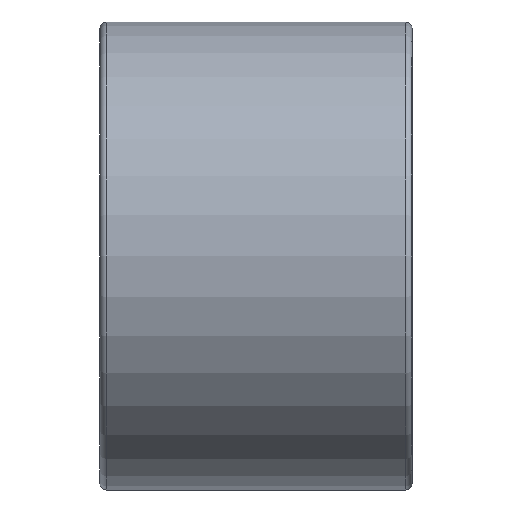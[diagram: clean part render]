
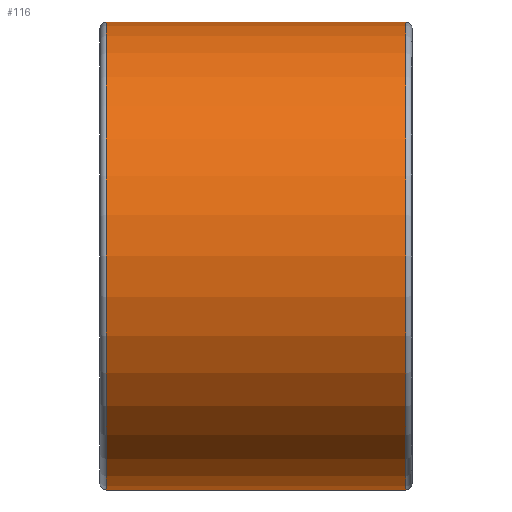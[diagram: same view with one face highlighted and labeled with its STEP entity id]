
A CAD part, left-side view. The second image highlights one B-rep face of the part: STEP entity #116.
In plain terms, the highlighted cylindrical face has radius 6 mm (diameter 12 mm), a partial arc.
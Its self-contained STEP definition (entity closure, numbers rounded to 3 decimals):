
#116=ADVANCED_FACE('',(#155),#157,.T.);
#155=FACE_BOUND('',#156,.T.);
#156=EDGE_LOOP('',(#241,#242,#243,#244));
#157=CYLINDRICAL_SURFACE('',#158,6.);
#158=AXIS2_PLACEMENT_3D('',#159,#160,#161);
#159=CARTESIAN_POINT('',(-10.,-24.,0.));
#160=DIRECTION('',(0.,-1.,0.));
#161=DIRECTION('',(-1.,0.,0.));
#241=ORIENTED_EDGE('',*,*,#297,.T.);
#242=ORIENTED_EDGE('',*,*,#284,.F.);
#243=ORIENTED_EDGE('',*,*,#298,.T.);
#244=ORIENTED_EDGE('',*,*,#286,.T.);
#284=EDGE_CURVE('',#314,#310,#316,.T.);
#286=EDGE_CURVE('',#320,#317,#321,.T.);
#297=EDGE_CURVE('',#317,#310,#341,.F.);
#298=EDGE_CURVE('',#314,#320,#342,.T.);
#310=VERTEX_POINT('',#354);
#314=VERTEX_POINT('',#362);
#316=LINE('',#366,#367);
#317=VERTEX_POINT('',#369);
#320=VERTEX_POINT('',#374);
#321=LINE('',#375,#376);
#341=CIRCLE('',#421,6.);
#342=CIRCLE('',#425,6.);
#354=CARTESIAN_POINT('',(-10.,7.84,-6.));
#362=CARTESIAN_POINT('',(-10.,0.16,-6.));
#366=CARTESIAN_POINT('',(-10.,0.16,-6.));
#367=VECTOR('',#368,1.);
#368=DIRECTION('',(0.,1.,0.));
#369=CARTESIAN_POINT('',(-10.,7.84,6.));
#374=CARTESIAN_POINT('',(-10.,0.16,6.));
#375=CARTESIAN_POINT('',(-10.,0.16,6.));
#376=VECTOR('',#377,1.);
#377=DIRECTION('',(0.,1.,0.));
#421=AXIS2_PLACEMENT_3D('',#422,#423,#424);
#422=CARTESIAN_POINT('',(-10.,7.84,0.));
#423=DIRECTION('',(0.,1.,0.));
#424=DIRECTION('',(0.,0.,-1.));
#425=AXIS2_PLACEMENT_3D('',#426,#427,#428);
#426=CARTESIAN_POINT('',(-10.,0.16,0.));
#427=DIRECTION('',(0.,1.,0.));
#428=DIRECTION('',(0.,0.,-1.));
